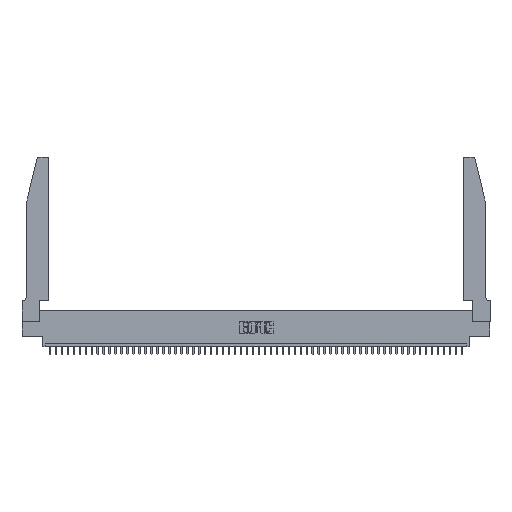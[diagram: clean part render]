
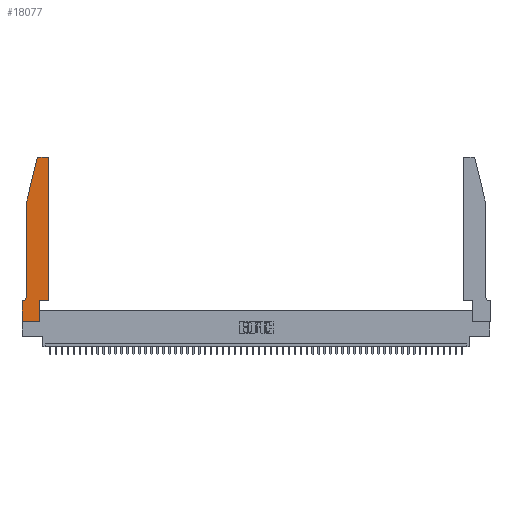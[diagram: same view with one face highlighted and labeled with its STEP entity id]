
A CAD part, top view. The second image highlights one B-rep face of the part: STEP entity #18077.
In plain terms, the highlighted planar face has unit normal (0, 0, 1).
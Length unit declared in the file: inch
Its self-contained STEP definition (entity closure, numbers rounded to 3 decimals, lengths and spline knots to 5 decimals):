
#78 = CARTESIAN_POINT ( 'NONE',  ( 0.0055, 0.35, 0.37 ) ) ;
#1713 = ORIENTED_EDGE ( 'NONE', *, *, #52371, .T. ) ;
#3989 = DIRECTION ( 'NONE',  ( 0., -1., 0. ) ) ;
#4860 = VERTEX_POINT ( 'NONE', #43394 ) ;
#5282 = AXIS2_PLACEMENT_3D ( 'NONE', #37757, #38249, #34117 ) ;
#5432 = VERTEX_POINT ( 'NONE', #44354 ) ;
#5662 = VECTOR ( 'NONE', #25474, 39.37008 ) ;
#6618 = EDGE_CURVE ( 'NONE', #27219, #51741, #52743, .T. ) ;
#6875 = VERTEX_POINT ( 'NONE', #22723 ) ;
#7318 = VECTOR ( 'NONE', #17117, 39.37008 ) ;
#8795 = CARTESIAN_POINT ( 'NONE',  ( 0.4505, 0.35, 0.37 ) ) ;
#8917 = ORIENTED_EDGE ( 'NONE', *, *, #50499, .T. ) ;
#9011 = ORIENTED_EDGE ( 'NONE', *, *, #6618, .T. ) ;
#9275 = CARTESIAN_POINT ( 'NONE',  ( 0., 0., 0.37 ) ) ;
#9316 = VERTEX_POINT ( 'NONE', #14310 ) ;
#9657 = CARTESIAN_POINT ( 'NONE',  ( 0.4505, 0.35, 0.37 ) ) ;
#10577 = CIRCLE ( 'NONE', #43035, 0.07 ) ;
#10739 = ORIENTED_EDGE ( 'NONE', *, *, #37664, .T. ) ;
#10922 = DIRECTION ( 'NONE',  ( -1., 0., 0. ) ) ;
#11047 = CARTESIAN_POINT ( 'NONE',  ( 0.284, 2.72, 0.37 ) ) ;
#12257 = VECTOR ( 'NONE', #25518, 39.37008 ) ;
#12275 = EDGE_LOOP ( 'NONE', ( #48361, #51543, #8917, #10739, #20748, #22298, #27124, #20150, #48663, #9011, #1713, #12527 ) ) ;
#12527 = ORIENTED_EDGE ( 'NONE', *, *, #17374, .T. ) ;
#14310 = CARTESIAN_POINT ( 'NONE',  ( 0.284, 2.75, 0.37 ) ) ;
#14567 = DIRECTION ( 'NONE',  ( 0., 0., 1. ) ) ;
#14978 = DIRECTION ( 'NONE',  ( 1., 0., 0. ) ) ;
#15482 = LINE ( 'NONE', #52172, #45919 ) ;
#15888 = CARTESIAN_POINT ( 'NONE',  ( 0.25487, 2.72718, 0.37 ) ) ;
#17117 = DIRECTION ( 'NONE',  ( 0., 1., 0. ) ) ;
#17374 = EDGE_CURVE ( 'NONE', #32951, #21265, #33910, .T. ) ;
#17759 = CARTESIAN_POINT ( 'NONE',  ( 0.0055, 0.42, 0.37 ) ) ;
#18077 = ADVANCED_FACE ( 'NONE', ( #36566 ), #53822, .T. ) ;
#18839 = VERTEX_POINT ( 'NONE', #15888 ) ;
#19715 = VECTOR ( 'NONE', #3989, 39.37008 ) ;
#20150 = ORIENTED_EDGE ( 'NONE', *, *, #29346, .T. ) ;
#20748 = ORIENTED_EDGE ( 'NONE', *, *, #25641, .T. ) ;
#20902 = VECTOR ( 'NONE', #31725, 39.37008 ) ;
#21265 = VERTEX_POINT ( 'NONE', #23755 ) ;
#21419 = EDGE_CURVE ( 'NONE', #21265, #9316, #21954, .T. ) ;
#21954 = LINE ( 'NONE', #46223, #31815 ) ;
#22298 = ORIENTED_EDGE ( 'NONE', *, *, #28761, .T. ) ;
#22723 = CARTESIAN_POINT ( 'NONE',  ( 0.2865, 0., 0.37 ) ) ;
#23755 = CARTESIAN_POINT ( 'NONE',  ( 0.4205, 2.75, 0.37 ) ) ;
#24111 = DIRECTION ( 'NONE',  ( 0., -1., 0. ) ) ;
#24414 = VECTOR ( 'NONE', #31066, 39.37008 ) ;
#25474 = DIRECTION ( 'NONE',  ( -1., 0., 0. ) ) ;
#25518 = DIRECTION ( 'NONE',  ( 0., 1., 0. ) ) ;
#25641 = EDGE_CURVE ( 'NONE', #46221, #52176, #10577, .T. ) ;
#25794 = EDGE_CURVE ( 'NONE', #4860, #28743, #46869, .T. ) ;
#27124 = ORIENTED_EDGE ( 'NONE', *, *, #25794, .T. ) ;
#27219 = VERTEX_POINT ( 'NONE', #50034 ) ;
#28626 = CARTESIAN_POINT ( 'NONE',  ( 0.2865, 0.35, 0.37 ) ) ;
#28743 = VERTEX_POINT ( 'NONE', #9275 ) ;
#28761 = EDGE_CURVE ( 'NONE', #52176, #4860, #30361, .T. ) ;
#28829 = EDGE_CURVE ( 'NONE', #6875, #27219, #34859, .T. ) ;
#29346 = EDGE_CURVE ( 'NONE', #28743, #6875, #15482, .T. ) ;
#29525 = CARTESIAN_POINT ( 'NONE',  ( 0.4505, 2.72, 0.37 ) ) ;
#30361 = LINE ( 'NONE', #41828, #5662 ) ;
#31025 = VECTOR ( 'NONE', #24111, 39.37008 ) ;
#31066 = DIRECTION ( 'NONE',  ( -0.239, -0.971, 0. ) ) ;
#31149 = DIRECTION ( 'NONE',  ( 1., 0., 0. ) ) ;
#31725 = DIRECTION ( 'NONE',  ( 1., 0., 0. ) ) ;
#31815 = VECTOR ( 'NONE', #41719, 39.37008 ) ;
#32842 = AXIS2_PLACEMENT_3D ( 'NONE', #47576, #14567, #14978 ) ;
#32876 = CARTESIAN_POINT ( 'NONE',  ( 0., 0., 0.37 ) ) ;
#32951 = VERTEX_POINT ( 'NONE', #29525 ) ;
#33539 = EDGE_CURVE ( 'NONE', #9316, #18839, #39425, .T. ) ;
#33910 = CIRCLE ( 'NONE', #32842, 0.03 ) ;
#34117 = DIRECTION ( 'NONE',  ( 1., 0., 0. ) ) ;
#34859 = LINE ( 'NONE', #28626, #12257 ) ;
#35373 = LINE ( 'NONE', #51522, #24414 ) ;
#36014 = AXIS2_PLACEMENT_3D ( 'NONE', #11047, #44264, #52810 ) ;
#36566 = FACE_OUTER_BOUND ( 'NONE', #12275, .T. ) ;
#37664 = EDGE_CURVE ( 'NONE', #5432, #46221, #44019, .T. ) ;
#37757 = CARTESIAN_POINT ( 'NONE',  ( 0., 0.35, 0.37 ) ) ;
#37861 = CARTESIAN_POINT ( 'NONE',  ( 0.0755, 0.42, 0.37 ) ) ;
#38249 = DIRECTION ( 'NONE',  ( 0., 0., 1. ) ) ;
#39425 = CIRCLE ( 'NONE', #36014, 0.03 ) ;
#41146 = CARTESIAN_POINT ( 'NONE',  ( 0.0755, 2., 0.37 ) ) ;
#41719 = DIRECTION ( 'NONE',  ( -1., 0., 0. ) ) ;
#41828 = CARTESIAN_POINT ( 'NONE',  ( 0.0755, 0.35, 0.37 ) ) ;
#42905 = LINE ( 'NONE', #46289, #7318 ) ;
#43035 = AXIS2_PLACEMENT_3D ( 'NONE', #17759, #52877, #10922 ) ;
#43394 = CARTESIAN_POINT ( 'NONE',  ( 0., 0.35, 0.37 ) ) ;
#44019 = LINE ( 'NONE', #41146, #31025 ) ;
#44264 = DIRECTION ( 'NONE',  ( 0., 0., 1. ) ) ;
#44354 = CARTESIAN_POINT ( 'NONE',  ( 0.0755, 2., 0.37 ) ) ;
#45919 = VECTOR ( 'NONE', #31149, 39.37008 ) ;
#46221 = VERTEX_POINT ( 'NONE', #37861 ) ;
#46223 = CARTESIAN_POINT ( 'NONE',  ( 0.2605, 2.75, 0.37 ) ) ;
#46289 = CARTESIAN_POINT ( 'NONE',  ( 0.4505, 0.35, 0.37 ) ) ;
#46869 = LINE ( 'NONE', #32876, #19715 ) ;
#47576 = CARTESIAN_POINT ( 'NONE',  ( 0.4205, 2.72, 0.37 ) ) ;
#48361 = ORIENTED_EDGE ( 'NONE', *, *, #21419, .T. ) ;
#48663 = ORIENTED_EDGE ( 'NONE', *, *, #28829, .T. ) ;
#50034 = CARTESIAN_POINT ( 'NONE',  ( 0.2865, 0.35, 0.37 ) ) ;
#50499 = EDGE_CURVE ( 'NONE', #18839, #5432, #35373, .T. ) ;
#51522 = CARTESIAN_POINT ( 'NONE',  ( 0.0755, 2., 0.37 ) ) ;
#51543 = ORIENTED_EDGE ( 'NONE', *, *, #33539, .T. ) ;
#51741 = VERTEX_POINT ( 'NONE', #9657 ) ;
#52172 = CARTESIAN_POINT ( 'NONE',  ( 0., 0., 0.37 ) ) ;
#52176 = VERTEX_POINT ( 'NONE', #78 ) ;
#52371 = EDGE_CURVE ( 'NONE', #51741, #32951, #42905, .T. ) ;
#52743 = LINE ( 'NONE', #8795, #20902 ) ;
#52810 = DIRECTION ( 'NONE',  ( 1., 0., 0. ) ) ;
#52877 = DIRECTION ( 'NONE',  ( 0., 0., -1. ) ) ;
#53822 = PLANE ( 'NONE',  #5282 ) ;
